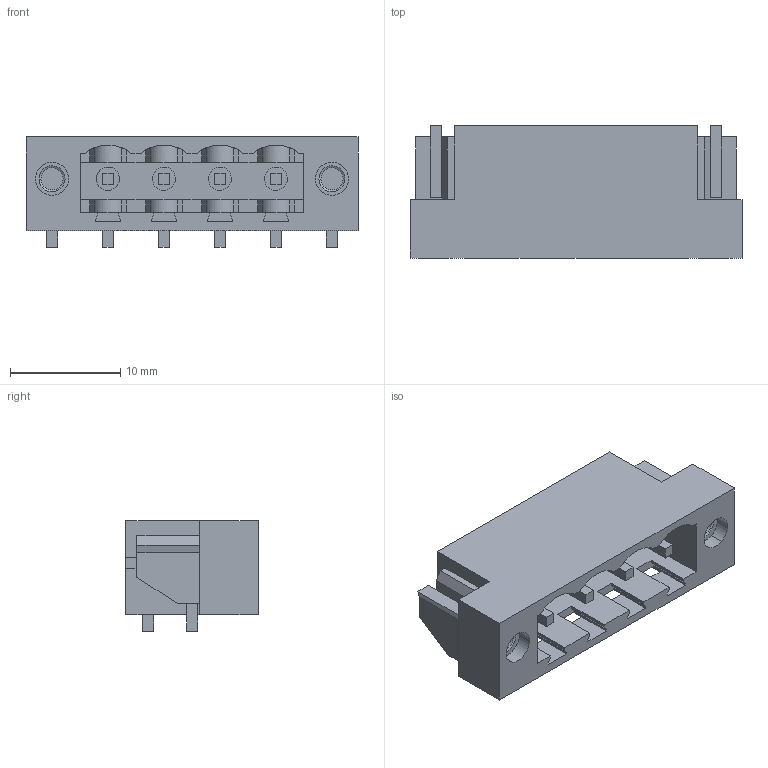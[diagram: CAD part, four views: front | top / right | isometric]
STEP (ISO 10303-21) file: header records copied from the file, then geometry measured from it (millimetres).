
FILE_DESCRIPTION(('CATIA V5 STEP Exchange','CAx-IF Rec.Pracs.--- Model Styling and Organization---1.4--- 2014-01-23'),'2;1');
FILE_NAME ('D1458233_1_1877020000_1877020000.stp','2023-05-08T12:37:28+00:00',('none'),('Weidmueller'),'CATIA Version 5-6 Release 2016 SP3 HF44','CATIA V5 STEP AP214','none');
FILE_SCHEMA(('AUTOMOTIVE_DESIGN { 1 0 10303 214 1 1 1 1 }'));
Length unit declared in the file: millimetre
Products named in the file (1): 1877020000
Bounding box: 30.12 x 12 x 10 mm (x, y, z)
Volume: 1331.8 mm3; surface area: 2970.8 mm2
Topology: 9 solids, 9 shells, 344 faces, 991 edges, 659 vertices
Faces by surface type: plane 284, cylinder 52, cone 8
Entity records: 11091 total; most frequent: CARTESIAN_POINT 2151, ORIENTED_EDGE 1982, DIRECTION 1459, EDGE_CURVE 991, VECTOR 846, LINE 846, VERTEX_POINT 659, AXIS2_PLACEMENT_3D 367
